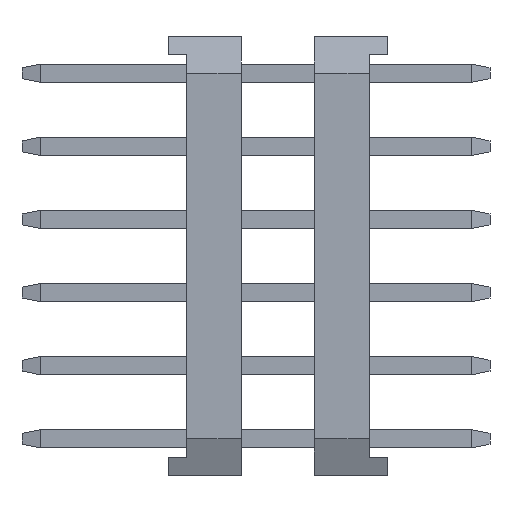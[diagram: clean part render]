
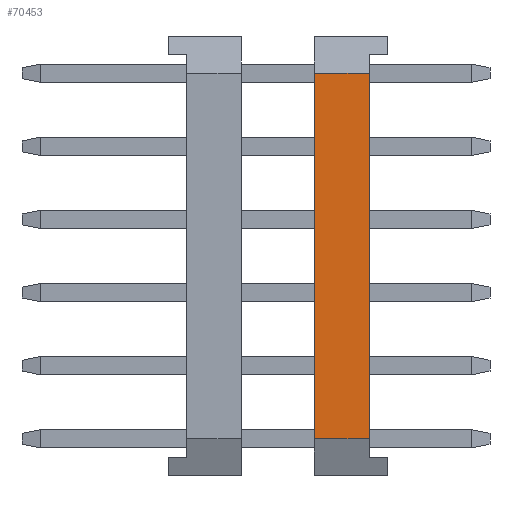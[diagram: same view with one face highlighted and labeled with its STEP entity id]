
A CAD part, left-side view. The second image highlights one B-rep face of the part: STEP entity #70453.
In plain terms, the highlighted planar face has unit normal (-1, 0, 0).
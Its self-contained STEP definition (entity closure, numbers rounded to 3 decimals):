
#51045=CARTESIAN_POINT('',(13.,0.5,-5.));
#51046=VERTEX_POINT('',#51045);
#51671=CARTESIAN_POINT('',(13.,0.5,5.));
#51672=VERTEX_POINT('',#51671);
#51679=CARTESIAN_POINT('',(13.,0.5,5.));
#51680=DIRECTION('',(0.,0.,-1.));
#51681=VECTOR('',#51680,10.);
#51682=LINE('',#51679,#51681);
#51683=EDGE_CURVE('',#51672,#51046,#51682,.T.);
#54537=CARTESIAN_POINT('',(13.,2.,5.));
#54538=VERTEX_POINT('',#54537);
#55163=CARTESIAN_POINT('',(13.,2.,-5.));
#55164=VERTEX_POINT('',#55163);
#55171=CARTESIAN_POINT('',(13.,2.,-5.));
#55172=DIRECTION('',(0.,0.,1.));
#55173=VECTOR('',#55172,10.);
#55174=LINE('',#55171,#55173);
#55175=EDGE_CURVE('',#55164,#54538,#55174,.T.);
#70432=CARTESIAN_POINT('',(13.,5.5,5.));
#70433=DIRECTION('',(0.,0.,1.));
#70434=DIRECTION('',(-1.,0.,0.));
#70435=AXIS2_PLACEMENT_3D('',#70432,#70434,#70433);
#70436=PLANE('',#70435);
#70437=CARTESIAN_POINT('',(13.,0.5,5.));
#70438=DIRECTION('',(0.,1.,0.));
#70439=VECTOR('',#70438,1.5);
#70440=LINE('',#70437,#70439);
#70441=EDGE_CURVE('',#51672,#54538,#70440,.T.);
#70442=ORIENTED_EDGE('',*,*,#70441,.T.);
#70443=ORIENTED_EDGE('',*,*,#55175,.F.);
#70444=CARTESIAN_POINT('',(13.,2.,-5.));
#70445=DIRECTION('',(0.,-1.,0.));
#70446=VECTOR('',#70445,1.5);
#70447=LINE('',#70444,#70446);
#70448=EDGE_CURVE('',#55164,#51046,#70447,.T.);
#70449=ORIENTED_EDGE('',*,*,#70448,.T.);
#70450=ORIENTED_EDGE('',*,*,#51683,.F.);
#70451=EDGE_LOOP('',(#70442,#70443,#70449,#70450));
#70452=FACE_OUTER_BOUND('',#70451,.T.);
#70453=ADVANCED_FACE('',(#70452),#70436,.T.);
